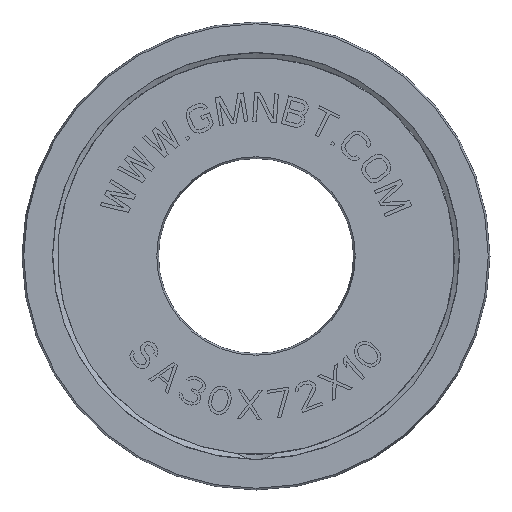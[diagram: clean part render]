
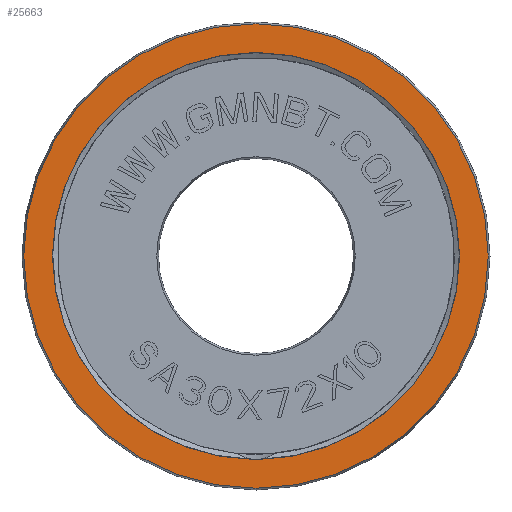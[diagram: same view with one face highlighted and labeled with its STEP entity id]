
A CAD part, front view. The second image highlights one B-rep face of the part: STEP entity #25663.
In plain terms, the highlighted planar face has unit normal (0, -1, 0).
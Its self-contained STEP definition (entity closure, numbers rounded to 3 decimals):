
#24769=CARTESIAN_POINT('',(0.,-5.,0.));
#24770=DIRECTION('',(0.,1.,0.));
#24771=DIRECTION('',(0.,0.,-1.));
#24772=AXIS2_PLACEMENT_3D('',#24769,#24770,#24771);
#24784=CARTESIAN_POINT('',(0.,-5.,0.));
#24785=DIRECTION('',(0.,-1.,0.));
#24786=DIRECTION('',(0.,0.,-1.));
#24787=AXIS2_PLACEMENT_3D('',#24784,#24785,#24786);
#24799=CARTESIAN_POINT('',(0.,-5.,0.));
#24800=DIRECTION('',(0.,1.,0.));
#24801=DIRECTION('',(0.,0.,-1.));
#24802=AXIS2_PLACEMENT_3D('',#24799,#24800,#24801);
#24807=CARTESIAN_POINT('',(0.,-5.,0.));
#24808=DIRECTION('',(0.,-1.,0.));
#24809=DIRECTION('',(0.,0.,-1.));
#24810=AXIS2_PLACEMENT_3D('',#24807,#24808,#24809);
#25548=CARTESIAN_POINT('',(0.,-5.,-31.316));
#25550=VERTEX_POINT('',#25548);
#25551=CARTESIAN_POINT('',(0.,-5.,-35.732));
#25553=VERTEX_POINT('',#25551);
#25567=CARTESIAN_POINT('',(0.,-5.,31.316));
#25568=VERTEX_POINT('',#25567);
#25569=CARTESIAN_POINT('',(0.,-5.,35.732));
#25571=VERTEX_POINT('',#25569);
#25648=CARTESIAN_POINT('',(0.,-5.,0.));
#25649=DIRECTION('',(0.,1.,0.));
#25650=DIRECTION('',(0.,0.,-1.));
#25651=AXIS2_PLACEMENT_3D('',#25648,#25649,#25650);
#25652=PLANE('',#25651);
#25653=ORIENTED_EDGE('',*,*,#25640,.F.);
#25654=ORIENTED_EDGE('',*,*,#25629,.T.);
#25655=EDGE_LOOP('',(#25653,#25654));
#25656=FACE_OUTER_BOUND('',#25655,.F.);
#25658=ORIENTED_EDGE('',*,*,#25657,.F.);
#25660=ORIENTED_EDGE('',*,*,#25659,.T.);
#25661=EDGE_LOOP('',(#25658,#25660));
#25662=FACE_BOUND('',#25661,.F.);
#24773=CIRCLE('',#24772,35.732);
#24788=CIRCLE('',#24787,35.732);
#24803=CIRCLE('',#24802,31.316);
#24811=CIRCLE('',#24810,31.316);
#25629=EDGE_CURVE('',#25553,#25571,#24773,.T.);
#25640=EDGE_CURVE('',#25553,#25571,#24788,.T.);
#25657=EDGE_CURVE('',#25550,#25568,#24803,.T.);
#25659=EDGE_CURVE('',#25550,#25568,#24811,.T.);
#25663=ADVANCED_FACE('',(#25656,#25662),#25652,.F.);
